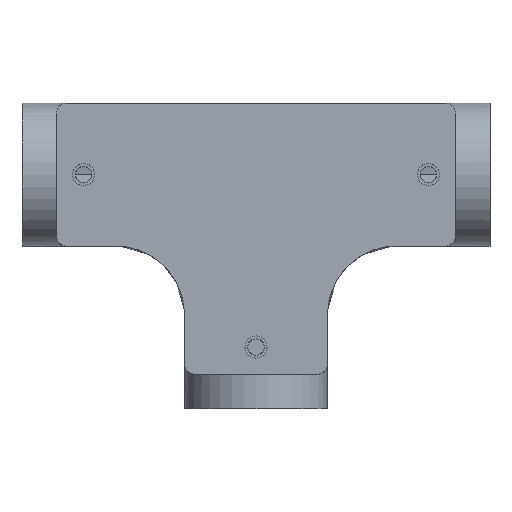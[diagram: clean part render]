
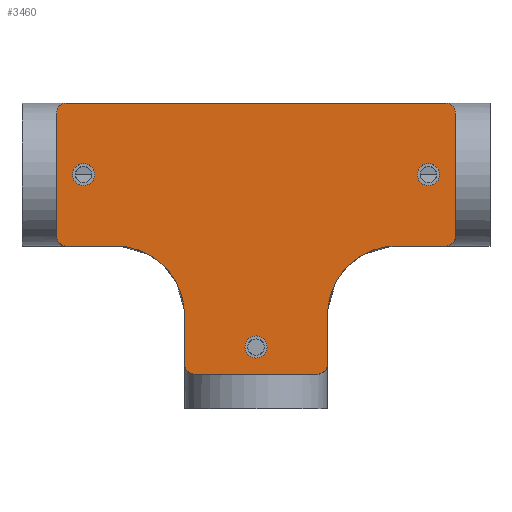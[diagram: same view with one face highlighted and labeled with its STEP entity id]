
A CAD part, top view. The second image highlights one B-rep face of the part: STEP entity #3460.
In plain terms, the highlighted planar face has unit normal (0, 0, 1).
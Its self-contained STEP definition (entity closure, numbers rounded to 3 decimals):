
#200=CARTESIAN_POINT('',(40.5,-27.,15.5));
#210=VERTEX_POINT('',#200);
#240=CARTESIAN_POINT('',(40.5,-29.,15.5));
#250=DIRECTION('',(0.,1.,0.));
#260=VECTOR('',#250,1.);
#270=LINE('',#240,#260);
#280=CARTESIAN_POINT('',(40.5,-2.,15.5));
#290=VERTEX_POINT('',#280);
#300=EDGE_CURVE('',#210,#290,#270,.T.);
#610=CARTESIAN_POINT('',(-38.5,0.,15.5));
#620=VERTEX_POINT('',#610);
#650=CARTESIAN_POINT('',(-38.5,-2.,15.5));
#660=DIRECTION('',(0.,0.,-1.));
#670=DIRECTION('',(-1.,0.,0.));
#680=AXIS2_PLACEMENT_3D('',#650,#660,#670);
#690=CIRCLE('',#680,2.);
#700=CARTESIAN_POINT('',(-40.5,-2.,15.5));
#710=VERTEX_POINT('',#700);
#720=EDGE_CURVE('',#710,#620,#690,.T.);
#1020=CARTESIAN_POINT('',(28.5,-29.,15.5));
#1030=VERTEX_POINT('',#1020);
#1060=CARTESIAN_POINT('',(0.,-29.,15.5));
#1070=DIRECTION('',(1.,0.,0.));
#1080=VECTOR('',#1070,1.);
#1090=LINE('',#1060,#1080);
#1100=CARTESIAN_POINT('',(38.5,-29.,15.5));
#1110=VERTEX_POINT('',#1100);
#1120=EDGE_CURVE('',#1030,#1110,#1090,.T.);
#1340=CARTESIAN_POINT('',(2.25,-49.5,15.5));
#1350=VERTEX_POINT('',#1340);
#1380=CARTESIAN_POINT('',(0.,-49.5,15.5));
#1390=DIRECTION('',(0.,0.,1.));
#1400=DIRECTION('',(1.,0.,0.));
#1410=AXIS2_PLACEMENT_3D('',#1380,#1390,#1400);
#1420=CIRCLE('',#1410,2.25);
#1430=CARTESIAN_POINT('',(-2.25,-49.5,15.5));
#1440=VERTEX_POINT('',#1430);
#1450=EDGE_CURVE('',#1440,#1350,#1420,.T.);
#1700=CARTESIAN_POINT('',(14.5,-55.,15.5));
#1710=DIRECTION('',(-1.,0.,0.));
#1720=VECTOR('',#1710,1.);
#1730=LINE('',#1700,#1720);
#1740=CARTESIAN_POINT('',(12.5,-55.,15.5));
#1750=VERTEX_POINT('',#1740);
#1760=CARTESIAN_POINT('',(-12.5,-55.,15.5));
#1770=VERTEX_POINT('',#1760);
#1780=EDGE_CURVE('',#1750,#1770,#1730,.T.);
#2050=CARTESIAN_POINT('',(0.,-22.,15.5));
#2060=DIRECTION('',(0.,0.,1.));
#2070=DIRECTION('',(1.,0.,0.));
#2080=AXIS2_PLACEMENT_3D('',#2050,#2060,#2070);
#2090=PLANE('',#2080);
#2100=CARTESIAN_POINT('',(35.,-14.5,15.5));
#2110=DIRECTION('',(0.,0.,1.));
#2120=DIRECTION('',(1.,0.,0.));
#2130=AXIS2_PLACEMENT_3D('',#2100,#2110,#2120);
#2140=CIRCLE('',#2130,2.25);
#2150=CARTESIAN_POINT('',(37.25,-14.5,15.5));
#2160=VERTEX_POINT('',#2150);
#2170=CARTESIAN_POINT('',(32.75,-14.5,15.5));
#2180=VERTEX_POINT('',#2170);
#2190=EDGE_CURVE('',#2160,#2180,#2140,.T.);
#2200=ORIENTED_EDGE('',*,*,#2190,.F.);
#2210=EDGE_CURVE('',#2180,#2160,#2140,.T.);
#2220=ORIENTED_EDGE('',*,*,#2210,.F.);
#2230=EDGE_LOOP('',(#2220,#2200));
#2240=FACE_BOUND('',#2230,.T.);
#2250=EDGE_CURVE('',#1350,#1440,#1420,.T.);
#2260=ORIENTED_EDGE('',*,*,#2250,.F.);
#2270=ORIENTED_EDGE('',*,*,#1450,.F.);
#2280=EDGE_LOOP('',(#2270,#2260));
#2290=FACE_BOUND('',#2280,.T.);
#2300=CARTESIAN_POINT('',(-35.,-14.5,15.5));
#2310=DIRECTION('',(0.,0.,1.));
#2320=DIRECTION('',(1.,0.,0.));
#2330=AXIS2_PLACEMENT_3D('',#2300,#2310,#2320);
#2340=CIRCLE('',#2330,2.25);
#2350=CARTESIAN_POINT('',(-32.75,-14.5,15.5));
#2360=VERTEX_POINT('',#2350);
#2370=CARTESIAN_POINT('',(-37.25,-14.5,15.5));
#2380=VERTEX_POINT('',#2370);
#2390=EDGE_CURVE('',#2360,#2380,#2340,.T.);
#2400=ORIENTED_EDGE('',*,*,#2390,.F.);
#2410=EDGE_CURVE('',#2380,#2360,#2340,.T.);
#2420=ORIENTED_EDGE('',*,*,#2410,.F.);
#2430=EDGE_LOOP('',(#2420,#2400));
#2440=FACE_BOUND('',#2430,.T.);
#2450=CARTESIAN_POINT('',(-28.5,-43.,15.5));
#2460=DIRECTION('',(0.,0.,1.));
#2470=DIRECTION('',(1.,0.,0.));
#2480=AXIS2_PLACEMENT_3D('',#2450,#2460,#2470);
#2490=CIRCLE('',#2480,14.);
#2500=CARTESIAN_POINT('',(-14.5,-43.,15.5));
#2510=VERTEX_POINT('',#2500);
#2520=CARTESIAN_POINT('',(-28.5,-29.,15.5));
#2530=VERTEX_POINT('',#2520);
#2540=EDGE_CURVE('',#2510,#2530,#2490,.T.);
#2550=ORIENTED_EDGE('',*,*,#2540,.F.);
#2560=CARTESIAN_POINT('',(0.,-29.,15.5));
#2570=DIRECTION('',(1.,0.,0.));
#2580=VECTOR('',#2570,1.);
#2590=LINE('',#2560,#2580);
#2600=CARTESIAN_POINT('',(-38.5,-29.,15.5));
#2610=VERTEX_POINT('',#2600);
#2620=EDGE_CURVE('',#2610,#2530,#2590,.T.);
#2630=ORIENTED_EDGE('',*,*,#2620,.T.);
#2640=CARTESIAN_POINT('',(-38.5,-27.,15.5));
#2650=DIRECTION('',(0.,0.,1.));
#2660=DIRECTION('',(1.,0.,0.));
#2670=AXIS2_PLACEMENT_3D('',#2640,#2650,#2660);
#2680=CIRCLE('',#2670,2.);
#2690=CARTESIAN_POINT('',(-40.5,-27.,15.5));
#2700=VERTEX_POINT('',#2690);
#2710=EDGE_CURVE('',#2700,#2610,#2680,.T.);
#2720=ORIENTED_EDGE('',*,*,#2710,.T.);
#2730=CARTESIAN_POINT('',(-40.5,-29.,15.5));
#2740=DIRECTION('',(0.,1.,0.));
#2750=VECTOR('',#2740,1.);
#2760=LINE('',#2730,#2750);
#2770=EDGE_CURVE('',#2700,#710,#2760,.T.);
#2780=ORIENTED_EDGE('',*,*,#2770,.F.);
#2790=ORIENTED_EDGE('',*,*,#720,.F.);
#2800=CARTESIAN_POINT('',(0.,0.,15.5));
#2810=DIRECTION('',(1.,0.,0.));
#2820=VECTOR('',#2810,1.);
#2830=LINE('',#2800,#2820);
#2840=CARTESIAN_POINT('',(38.5,-0.,15.5));
#2850=VERTEX_POINT('',#2840);
#2860=EDGE_CURVE('',#620,#2850,#2830,.T.);
#2870=ORIENTED_EDGE('',*,*,#2860,.F.);
#2880=CARTESIAN_POINT('',(38.5,-2.,15.5));
#2890=DIRECTION('',(0.,0.,1.));
#2900=DIRECTION('',(1.,0.,0.));
#2910=AXIS2_PLACEMENT_3D('',#2880,#2890,#2900);
#2920=CIRCLE('',#2910,2.);
#2930=EDGE_CURVE('',#290,#2850,#2920,.T.);
#2940=ORIENTED_EDGE('',*,*,#2930,.T.);
#2950=ORIENTED_EDGE('',*,*,#300,.T.);
#2960=CARTESIAN_POINT('',(38.5,-27.,15.5));
#2970=DIRECTION('',(0.,0.,-1.));
#2980=DIRECTION('',(-1.,0.,0.));
#2990=AXIS2_PLACEMENT_3D('',#2960,#2970,#2980);
#3000=CIRCLE('',#2990,2.);
#3010=EDGE_CURVE('',#210,#1110,#3000,.T.);
#3020=ORIENTED_EDGE('',*,*,#3010,.F.);
#3030=ORIENTED_EDGE('',*,*,#1120,.T.);
#3040=CARTESIAN_POINT('',(28.5,-43.,15.5));
#3050=DIRECTION('',(0.,0.,1.));
#3060=DIRECTION('',(0.,1.,0.));
#3070=AXIS2_PLACEMENT_3D('',#3040,#3050,#3060);
#3080=CIRCLE('',#3070,14.);
#3090=CARTESIAN_POINT('',(14.5,-43.,15.5));
#3100=VERTEX_POINT('',#3090);
#3110=EDGE_CURVE('',#1030,#3100,#3080,.T.);
#3120=ORIENTED_EDGE('',*,*,#3110,.F.);
#3130=CARTESIAN_POINT('',(14.5,0.,15.5));
#3140=DIRECTION('',(0.,1.,0.));
#3150=VECTOR('',#3140,1.);
#3160=LINE('',#3130,#3150);
#3170=CARTESIAN_POINT('',(14.5,-53.,15.5));
#3180=VERTEX_POINT('',#3170);
#3190=EDGE_CURVE('',#3180,#3100,#3160,.T.);
#3200=ORIENTED_EDGE('',*,*,#3190,.T.);
#3210=CARTESIAN_POINT('',(12.5,-53.,15.5));
#3220=DIRECTION('',(0.,0.,1.));
#3230=DIRECTION('',(1.,0.,0.));
#3240=AXIS2_PLACEMENT_3D('',#3210,#3220,#3230);
#3250=CIRCLE('',#3240,2.);
#3260=EDGE_CURVE('',#1750,#3180,#3250,.T.);
#3270=ORIENTED_EDGE('',*,*,#3260,.T.);
#3280=ORIENTED_EDGE('',*,*,#1780,.F.);
#3290=CARTESIAN_POINT('',(-12.5,-53.,15.5));
#3300=DIRECTION('',(0.,0.,-1.));
#3310=DIRECTION('',(-1.,0.,0.));
#3320=AXIS2_PLACEMENT_3D('',#3290,#3300,#3310);
#3330=CIRCLE('',#3320,2.);
#3340=CARTESIAN_POINT('',(-14.5,-53.,15.5));
#3350=VERTEX_POINT('',#3340);
#3360=EDGE_CURVE('',#1770,#3350,#3330,.T.);
#3370=ORIENTED_EDGE('',*,*,#3360,.F.);
#3380=CARTESIAN_POINT('',(-14.5,0.,15.5));
#3390=DIRECTION('',(0.,-1.,0.));
#3400=VECTOR('',#3390,1.);
#3410=LINE('',#3380,#3400);
#3420=EDGE_CURVE('',#2510,#3350,#3410,.T.);
#3430=ORIENTED_EDGE('',*,*,#3420,.T.);
#3440=EDGE_LOOP('',(#3430,#3370,#3280,#3270,#3200,#3120,#3030,#3020,
#2950,#2940,#2870,#2790,#2780,#2720,#2630,#2550));
#3450=FACE_OUTER_BOUND('',#3440,.T.);
#3460=ADVANCED_FACE('',(#2240,#2290,#2440,#3450),#2090,.T.);
